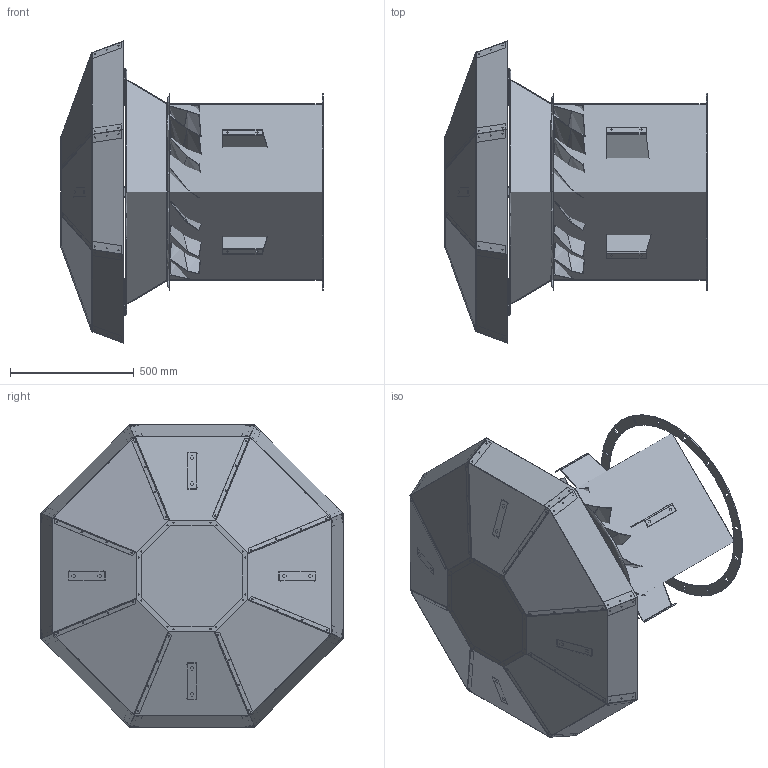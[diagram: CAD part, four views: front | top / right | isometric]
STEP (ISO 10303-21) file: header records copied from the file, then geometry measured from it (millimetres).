
FILE_DESCRIPTION(('STEP AP203'), '1');
FILE_NAME('薹恘 7.1', '', ('UNSPECIFIED'), ('UNSPECIFIED'), 'ASCON STEP Converter 1.3', 'ASCON Math Kernel', '');
FILE_SCHEMA(('CONFIG_CONTROL_DESIGN'));
Length unit declared in the file: millimetre
Bounding box: 1057.96 x 1220 x 1220 mm (x, y, z)
Volume: 10406956.2 mm3
Topology: 24 solids, 40 shells, 2005 faces, 5029 edges, 3097 vertices
Faces by surface type: plane 986, cylinder 529, bspline 484, cone 6
Full cylindrical faces by diameter (mm): 5 x128, 10.5 x8, 36 x1, 50 x1, 60 x2, 65 x1, 70 x1, 477 x1, 483 x1, 714 x2, 800 x2, 905 x1, 1000 x1
Entity records: 82226 total; most frequent: CARTESIAN_POINT 21615, ORIENTED_EDGE 9756, DIRECTION 7562, EDGE_CURVE 4878, VERTEX_POINT 3169, LINE 2794, VECTOR 2794, EDGE_LOOP 2587
